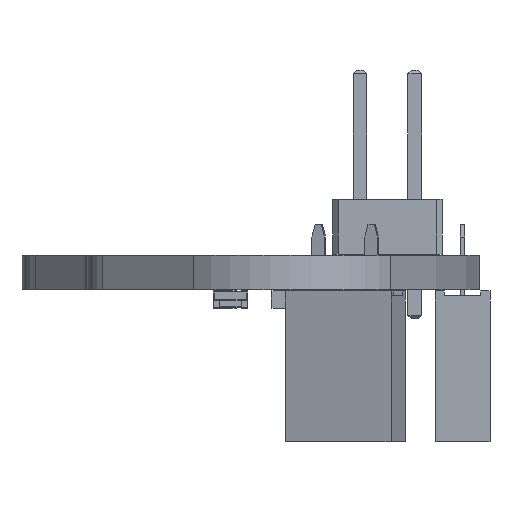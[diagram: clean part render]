
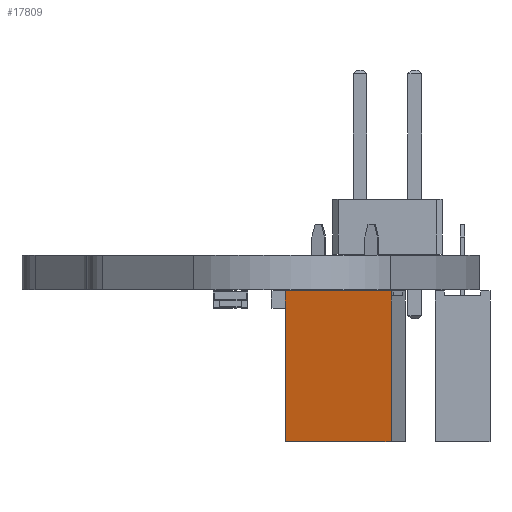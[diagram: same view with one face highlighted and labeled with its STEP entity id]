
A CAD part, front view. The second image highlights one B-rep face of the part: STEP entity #17809.
In plain terms, the highlighted free-form (B-spline) face has degree [1, 1] with [2, 2] control points.
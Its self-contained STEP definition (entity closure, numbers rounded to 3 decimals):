
#17809 = ADVANCED_FACE('',(#17810),#17823,.F.);
#17810 = FACE_BOUND('',#17811,.F.);
#17811 = EDGE_LOOP('',(#17812,#17844,#17869,#17894));
#17812 = ORIENTED_EDGE('',*,*,#17813,.T.);
#17813 = EDGE_CURVE('',#17814,#17816,#17818,.T.);
#17814 = VERTEX_POINT('',#17815);
#17815 = CARTESIAN_POINT('',(1.27,-3.81,0.));
#17816 = VERTEX_POINT('',#17817);
#17817 = CARTESIAN_POINT('',(1.27,-3.81,7.));
#17818 = SURFACE_CURVE('',#17819,(#17822,#17833),.PCURVE_S1.);
#17819 = B_SPLINE_CURVE_WITH_KNOTS('',1,(#17820,#17821),.UNSPECIFIED.,
  .F.,.F.,(2,2),(0.,7.),.PIECEWISE_BEZIER_KNOTS.);
#17820 = CARTESIAN_POINT('',(1.27,-3.81,0.));
#17821 = CARTESIAN_POINT('',(1.27,-3.81,7.));
#17822 = PCURVE('',#17823,#17828);
#17823 = B_SPLINE_SURFACE_WITH_KNOTS('',1,1,(
    (#17824,#17825)
    ,(#17826,#17827
    )),.UNSPECIFIED.,.F.,.F.,.F.,(2,2),(2,2),(0.,5.08),(-7.,0.),
  .PIECEWISE_BEZIER_KNOTS.);
#17824 = CARTESIAN_POINT('',(1.27,-3.81,7.));
#17825 = CARTESIAN_POINT('',(1.27,-3.81,0.));
#17826 = CARTESIAN_POINT('',(1.27,1.27,7.));
#17827 = CARTESIAN_POINT('',(1.27,1.27,0.));
#17828 = DEFINITIONAL_REPRESENTATION('',(#17829),#17832);
#17829 = B_SPLINE_CURVE_WITH_KNOTS('',1,(#17830,#17831),.UNSPECIFIED.,
  .F.,.F.,(2,2),(0.,7.),.PIECEWISE_BEZIER_KNOTS.);
#17830 = CARTESIAN_POINT('',(0.,0.));
#17831 = CARTESIAN_POINT('',(0.,-7.));
#17832 = ( GEOMETRIC_REPRESENTATION_CONTEXT(2) 
PARAMETRIC_REPRESENTATION_CONTEXT() REPRESENTATION_CONTEXT('2D SPACE',''
  ) );
#17833 = PCURVE('',#17834,#17839);
#17834 = B_SPLINE_SURFACE_WITH_KNOTS('',1,1,(
    (#17835,#17836)
    ,(#17837,#17838
    )),.UNSPECIFIED.,.F.,.F.,.F.,(2,2),(2,2),(0.,2.54),(-7.,0.),
  .PIECEWISE_BEZIER_KNOTS.);
#17835 = CARTESIAN_POINT('',(-1.27,-3.81,7.));
#17836 = CARTESIAN_POINT('',(-1.27,-3.81,0.));
#17837 = CARTESIAN_POINT('',(1.27,-3.81,7.));
#17838 = CARTESIAN_POINT('',(1.27,-3.81,0.));
#17839 = DEFINITIONAL_REPRESENTATION('',(#17840),#17843);
#17840 = B_SPLINE_CURVE_WITH_KNOTS('',1,(#17841,#17842),.UNSPECIFIED.,
  .F.,.F.,(2,2),(0.,7.),.PIECEWISE_BEZIER_KNOTS.);
#17841 = CARTESIAN_POINT('',(2.54,0.));
#17842 = CARTESIAN_POINT('',(2.54,-7.));
#17843 = ( GEOMETRIC_REPRESENTATION_CONTEXT(2) 
PARAMETRIC_REPRESENTATION_CONTEXT() REPRESENTATION_CONTEXT('2D SPACE',''
  ) );
#17844 = ORIENTED_EDGE('',*,*,#17845,.T.);
#17845 = EDGE_CURVE('',#17816,#17846,#17848,.T.);
#17846 = VERTEX_POINT('',#17847);
#17847 = CARTESIAN_POINT('',(1.27,1.27,7.));
#17848 = SURFACE_CURVE('',#17849,(#17852,#17858),.PCURVE_S1.);
#17849 = B_SPLINE_CURVE_WITH_KNOTS('',1,(#17850,#17851),.UNSPECIFIED.,
  .F.,.F.,(2,2),(0.,5.08),.PIECEWISE_BEZIER_KNOTS.);
#17850 = CARTESIAN_POINT('',(1.27,-3.81,7.));
#17851 = CARTESIAN_POINT('',(1.27,1.27,7.));
#17852 = PCURVE('',#17823,#17853);
#17853 = DEFINITIONAL_REPRESENTATION('',(#17854),#17857);
#17854 = B_SPLINE_CURVE_WITH_KNOTS('',1,(#17855,#17856),.UNSPECIFIED.,
  .F.,.F.,(2,2),(0.,5.08),.PIECEWISE_BEZIER_KNOTS.);
#17855 = CARTESIAN_POINT('',(0.,-7.));
#17856 = CARTESIAN_POINT('',(5.08,-7.));
#17857 = ( GEOMETRIC_REPRESENTATION_CONTEXT(2) 
PARAMETRIC_REPRESENTATION_CONTEXT() REPRESENTATION_CONTEXT('2D SPACE',''
  ) );
#17858 = PCURVE('',#17859,#17864);
#17859 = B_SPLINE_SURFACE_WITH_KNOTS('',1,1,(
    (#17860,#17861)
    ,(#17862,#17863
    )),.UNSPECIFIED.,.F.,.F.,.F.,(2,2),(2,2),(-5.08,0.),(
    0.,2.54),.PIECEWISE_BEZIER_KNOTS.);
#17860 = CARTESIAN_POINT('',(1.27,1.27,7.));
#17861 = CARTESIAN_POINT('',(-1.27,1.27,7.));
#17862 = CARTESIAN_POINT('',(1.27,-3.81,7.));
#17863 = CARTESIAN_POINT('',(-1.27,-3.81,7.));
#17864 = DEFINITIONAL_REPRESENTATION('',(#17865),#17868);
#17865 = B_SPLINE_CURVE_WITH_KNOTS('',1,(#17866,#17867),.UNSPECIFIED.,
  .F.,.F.,(2,2),(0.,5.08),.PIECEWISE_BEZIER_KNOTS.);
#17866 = CARTESIAN_POINT('',(0.,0.));
#17867 = CARTESIAN_POINT('',(-5.08,0.));
#17868 = ( GEOMETRIC_REPRESENTATION_CONTEXT(2) 
PARAMETRIC_REPRESENTATION_CONTEXT() REPRESENTATION_CONTEXT('2D SPACE',''
  ) );
#17869 = ORIENTED_EDGE('',*,*,#17870,.F.);
#17870 = EDGE_CURVE('',#17871,#17846,#17873,.T.);
#17871 = VERTEX_POINT('',#17872);
#17872 = CARTESIAN_POINT('',(1.27,1.27,0.));
#17873 = SURFACE_CURVE('',#17874,(#17877,#17883),.PCURVE_S1.);
#17874 = B_SPLINE_CURVE_WITH_KNOTS('',1,(#17875,#17876),.UNSPECIFIED.,
  .F.,.F.,(2,2),(0.,7.),.PIECEWISE_BEZIER_KNOTS.);
#17875 = CARTESIAN_POINT('',(1.27,1.27,0.));
#17876 = CARTESIAN_POINT('',(1.27,1.27,7.));
#17877 = PCURVE('',#17823,#17878);
#17878 = DEFINITIONAL_REPRESENTATION('',(#17879),#17882);
#17879 = B_SPLINE_CURVE_WITH_KNOTS('',1,(#17880,#17881),.UNSPECIFIED.,
  .F.,.F.,(2,2),(0.,7.),.PIECEWISE_BEZIER_KNOTS.);
#17880 = CARTESIAN_POINT('',(5.08,0.));
#17881 = CARTESIAN_POINT('',(5.08,-7.));
#17882 = ( GEOMETRIC_REPRESENTATION_CONTEXT(2) 
PARAMETRIC_REPRESENTATION_CONTEXT() REPRESENTATION_CONTEXT('2D SPACE',''
  ) );
#17883 = PCURVE('',#17884,#17889);
#17884 = B_SPLINE_SURFACE_WITH_KNOTS('',1,1,(
    (#17885,#17886)
    ,(#17887,#17888
    )),.UNSPECIFIED.,.F.,.F.,.F.,(2,2),(2,2),(0.,2.54),(-7.,0.),
  .PIECEWISE_BEZIER_KNOTS.);
#17885 = CARTESIAN_POINT('',(1.27,1.27,7.));
#17886 = CARTESIAN_POINT('',(1.27,1.27,0.));
#17887 = CARTESIAN_POINT('',(-1.27,1.27,7.));
#17888 = CARTESIAN_POINT('',(-1.27,1.27,0.));
#17889 = DEFINITIONAL_REPRESENTATION('',(#17890),#17893);
#17890 = B_SPLINE_CURVE_WITH_KNOTS('',1,(#17891,#17892),.UNSPECIFIED.,
  .F.,.F.,(2,2),(0.,7.),.PIECEWISE_BEZIER_KNOTS.);
#17891 = CARTESIAN_POINT('',(0.,0.));
#17892 = CARTESIAN_POINT('',(0.,-7.));
#17893 = ( GEOMETRIC_REPRESENTATION_CONTEXT(2) 
PARAMETRIC_REPRESENTATION_CONTEXT() REPRESENTATION_CONTEXT('2D SPACE',''
  ) );
#17894 = ORIENTED_EDGE('',*,*,#17895,.F.);
#17895 = EDGE_CURVE('',#17814,#17871,#17896,.T.);
#17896 = SURFACE_CURVE('',#17897,(#17900,#17906),.PCURVE_S1.);
#17897 = B_SPLINE_CURVE_WITH_KNOTS('',1,(#17898,#17899),.UNSPECIFIED.,
  .F.,.F.,(2,2),(0.,5.08),.PIECEWISE_BEZIER_KNOTS.);
#17898 = CARTESIAN_POINT('',(1.27,-3.81,0.));
#17899 = CARTESIAN_POINT('',(1.27,1.27,0.));
#17900 = PCURVE('',#17823,#17901);
#17901 = DEFINITIONAL_REPRESENTATION('',(#17902),#17905);
#17902 = B_SPLINE_CURVE_WITH_KNOTS('',1,(#17903,#17904),.UNSPECIFIED.,
  .F.,.F.,(2,2),(0.,5.08),.PIECEWISE_BEZIER_KNOTS.);
#17903 = CARTESIAN_POINT('',(0.,0.));
#17904 = CARTESIAN_POINT('',(5.08,0.));
#17905 = ( GEOMETRIC_REPRESENTATION_CONTEXT(2) 
PARAMETRIC_REPRESENTATION_CONTEXT() REPRESENTATION_CONTEXT('2D SPACE',''
  ) );
#17906 = PCURVE('',#17907,#17912);
#17907 = B_SPLINE_SURFACE_WITH_KNOTS('',1,1,(
    (#17908,#17909)
    ,(#17910,#17911
    )),.UNSPECIFIED.,.F.,.F.,.F.,(2,2),(2,2),(-5.08,0.),(
    0.,0.423),.PIECEWISE_BEZIER_KNOTS.);
#17908 = CARTESIAN_POINT('',(1.27,1.27,0.));
#17909 = CARTESIAN_POINT('',(0.847,1.27,0.));
#17910 = CARTESIAN_POINT('',(1.27,-3.81,0.));
#17911 = CARTESIAN_POINT('',(0.847,-3.81,0.));
#17912 = DEFINITIONAL_REPRESENTATION('',(#17913),#17916);
#17913 = B_SPLINE_CURVE_WITH_KNOTS('',1,(#17914,#17915),.UNSPECIFIED.,
  .F.,.F.,(2,2),(0.,5.08),.PIECEWISE_BEZIER_KNOTS.);
#17914 = CARTESIAN_POINT('',(0.,0.));
#17915 = CARTESIAN_POINT('',(-5.08,0.));
#17916 = ( GEOMETRIC_REPRESENTATION_CONTEXT(2) 
PARAMETRIC_REPRESENTATION_CONTEXT() REPRESENTATION_CONTEXT('2D SPACE',''
  ) );
